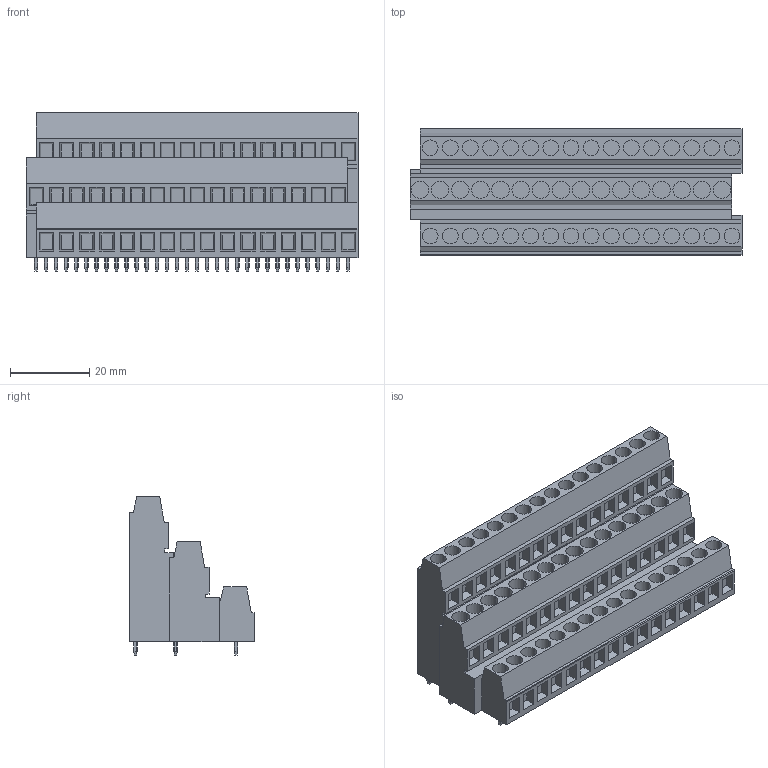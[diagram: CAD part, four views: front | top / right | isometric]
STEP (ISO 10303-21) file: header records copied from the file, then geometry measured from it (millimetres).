
FILE_DESCRIPTION(('CATIA V5 STEP','CAx-IF Rec.Pracs.--- Model Styling and Organization---1.2---2011-12-15'),'2;1');
FILE_NAME ('D1455759_0_1769760000_1769760000.stp','2018-09-08T04:06:46+00:00',('none'),('Weidmueller'),'CATIA Version 5-6 Release 2014','CATIA V5 STEP AP214','none');
FILE_SCHEMA(('AUTOMOTIVE_DESIGN { 1 0 10303 214 1 1 1 1 }'));
Length unit declared in the file: millimetre
Products named in the file (1): 1769760000
Bounding box: 83.82 x 31.8 x 40.1 mm (x, y, z)
Volume: 56102.1 mm3; surface area: 17592.8 mm2
Topology: 49 solids, 49 shells, 1093 faces, 2697 edges, 1798 vertices
Faces by surface type: plane 996, cylinder 97
Entity records: 28373 total; most frequent: CARTESIAN_POINT 5406, ORIENTED_EDGE 5394, DIRECTION 3365, EDGE_CURVE 2697, VECTOR 2119, LINE 2119, VERTEX_POINT 1798, EDGE_LOOP 1189
